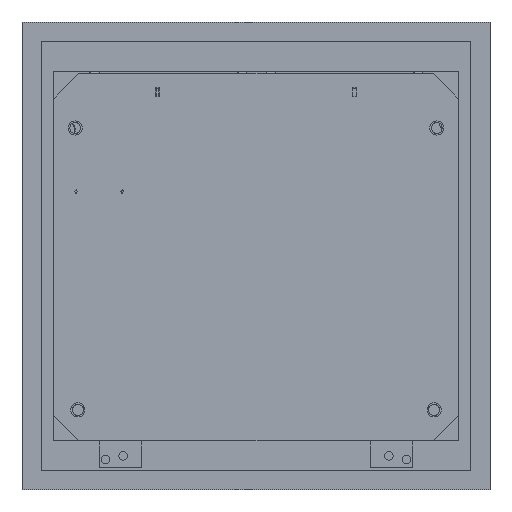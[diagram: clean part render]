
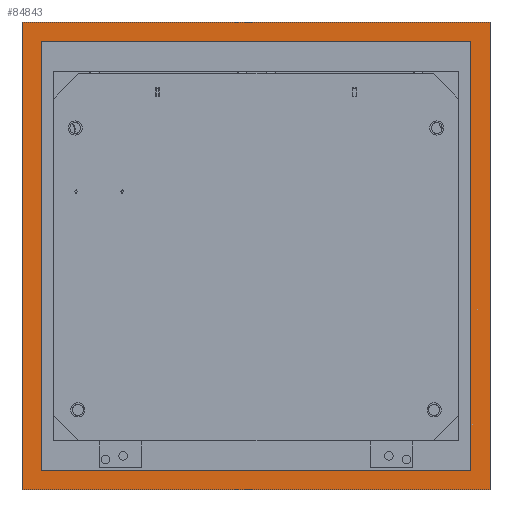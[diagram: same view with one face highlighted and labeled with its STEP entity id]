
A CAD part, front view. The second image highlights one B-rep face of the part: STEP entity #84843.
In plain terms, the highlighted planar face has unit normal (0, -1, 0).
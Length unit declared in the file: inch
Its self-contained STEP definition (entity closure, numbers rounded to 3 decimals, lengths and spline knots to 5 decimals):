
#847 = CARTESIAN_POINT ( 'NONE',  ( -5.19685, -0.11811, 5.19685 ) ) ;
#1353 = LINE ( 'NONE', #91031, #106515 ) ;
#1990 = CARTESIAN_POINT ( 'NONE',  ( 4.76378, -0.11811, 0. ) ) ;
#2634 = CARTESIAN_POINT ( 'NONE',  ( 0., -0.11811, -5.19685 ) ) ;
#3548 = EDGE_CURVE ( 'NONE', #46672, #97146, #1353, .T. ) ;
#4366 = LINE ( 'NONE', #39229, #26601 ) ;
#5536 = VECTOR ( 'NONE', #97964, 39.37008 ) ;
#8434 = VERTEX_POINT ( 'NONE', #93188 ) ;
#8635 = ORIENTED_EDGE ( 'NONE', *, *, #73291, .F. ) ;
#9390 = ORIENTED_EDGE ( 'NONE', *, *, #57107, .F. ) ;
#11121 = FACE_OUTER_BOUND ( 'NONE', #61254, .T. ) ;
#11227 = VECTOR ( 'NONE', #77071, 39.37008 ) ;
#13964 = ORIENTED_EDGE ( 'NONE', *, *, #94568, .T. ) ;
#14878 = LINE ( 'NONE', #2634, #100561 ) ;
#16683 = EDGE_CURVE ( 'NONE', #20574, #72562, #77774, .T. ) ;
#20421 = VERTEX_POINT ( 'NONE', #73429 ) ;
#20574 = VERTEX_POINT ( 'NONE', #83554 ) ;
#21596 = LINE ( 'NONE', #73506, #5536 ) ;
#22407 = CARTESIAN_POINT ( 'NONE',  ( 5.19685, -0.11811, 0. ) ) ;
#24930 = CARTESIAN_POINT ( 'NONE',  ( -5.19685, -0.11811, 5.19685 ) ) ;
#26095 = CARTESIAN_POINT ( 'NONE',  ( -5.19685, -0.11811, -5.19685 ) ) ;
#26601 = VECTOR ( 'NONE', #89014, 39.37008 ) ;
#27882 = DIRECTION ( 'NONE',  ( -1., 0., 0. ) ) ;
#30836 = DIRECTION ( 'NONE',  ( 0., 0., -1. ) ) ;
#37583 = DIRECTION ( 'NONE',  ( 1., 0., 0. ) ) ;
#38804 = CARTESIAN_POINT ( 'NONE',  ( 5.19685, -0.11811, -5.19685 ) ) ;
#39229 = CARTESIAN_POINT ( 'NONE',  ( -4.76378, -0.11811, 0. ) ) ;
#39311 = VERTEX_POINT ( 'NONE', #38804 ) ;
#43575 = EDGE_CURVE ( 'NONE', #91077, #46672, #87690, .T. ) ;
#44127 = EDGE_CURVE ( 'NONE', #8434, #20574, #56211, .T. ) ;
#45776 = AXIS2_PLACEMENT_3D ( 'NONE', #22407, #80689, #30836 ) ;
#46672 = VERTEX_POINT ( 'NONE', #847 ) ;
#47894 = ORIENTED_EDGE ( 'NONE', *, *, #16683, .T. ) ;
#51579 = EDGE_LOOP ( 'NONE', ( #13964, #77927, #47894, #69788 ) ) ;
#54141 = EDGE_CURVE ( 'NONE', #72562, #20421, #81352, .T. ) ;
#56211 = LINE ( 'NONE', #87359, #100226 ) ;
#57107 = EDGE_CURVE ( 'NONE', #97146, #39311, #21596, .T. ) ;
#58725 = CARTESIAN_POINT ( 'NONE',  ( 5.19685, -0.11811, -4.76378 ) ) ;
#61254 = EDGE_LOOP ( 'NONE', ( #8635, #9390, #102195, #81672 ) ) ;
#65619 = VECTOR ( 'NONE', #83121, 39.37008 ) ;
#67168 = DIRECTION ( 'NONE',  ( -1., 0., 0. ) ) ;
#67880 = CARTESIAN_POINT ( 'NONE',  ( 4.76378, -0.11811, -4.76378 ) ) ;
#69788 = ORIENTED_EDGE ( 'NONE', *, *, #54141, .T. ) ;
#72562 = VERTEX_POINT ( 'NONE', #67880 ) ;
#73291 = EDGE_CURVE ( 'NONE', #39311, #91077, #14878, .T. ) ;
#73429 = CARTESIAN_POINT ( 'NONE',  ( -4.76378, -0.11811, -4.76378 ) ) ;
#73506 = CARTESIAN_POINT ( 'NONE',  ( 5.19685, -0.11811, 5.19685 ) ) ;
#73619 = CARTESIAN_POINT ( 'NONE',  ( 5.19685, -0.11811, 5.19685 ) ) ;
#77071 = DIRECTION ( 'NONE',  ( 0., 0., -1. ) ) ;
#77774 = LINE ( 'NONE', #1990, #11227 ) ;
#77927 = ORIENTED_EDGE ( 'NONE', *, *, #44127, .T. ) ;
#80689 = DIRECTION ( 'NONE',  ( 0., -1., 0. ) ) ;
#81352 = LINE ( 'NONE', #58725, #100533 ) ;
#81672 = ORIENTED_EDGE ( 'NONE', *, *, #43575, .F. ) ;
#83121 = DIRECTION ( 'NONE',  ( 0., 0., 1. ) ) ;
#83554 = CARTESIAN_POINT ( 'NONE',  ( 4.76378, -0.11811, 4.76378 ) ) ;
#84843 = ADVANCED_FACE ( 'NONE', ( #11121, #96891 ), #96785, .T. ) ;
#87359 = CARTESIAN_POINT ( 'NONE',  ( 5.19685, -0.11811, 4.76378 ) ) ;
#87690 = LINE ( 'NONE', #24930, #65619 ) ;
#89014 = DIRECTION ( 'NONE',  ( 0., 0., 1. ) ) ;
#91031 = CARTESIAN_POINT ( 'NONE',  ( 0., -0.11811, 5.19685 ) ) ;
#91077 = VERTEX_POINT ( 'NONE', #26095 ) ;
#91107 = DIRECTION ( 'NONE',  ( 1., 0., 0. ) ) ;
#93188 = CARTESIAN_POINT ( 'NONE',  ( -4.76378, -0.11811, 4.76378 ) ) ;
#94568 = EDGE_CURVE ( 'NONE', #20421, #8434, #4366, .T. ) ;
#96785 = PLANE ( 'NONE',  #45776 ) ;
#96891 = FACE_BOUND ( 'NONE', #51579, .T. ) ;
#97146 = VERTEX_POINT ( 'NONE', #73619 ) ;
#97964 = DIRECTION ( 'NONE',  ( 0., 0., -1. ) ) ;
#100226 = VECTOR ( 'NONE', #37583, 39.37008 ) ;
#100533 = VECTOR ( 'NONE', #67168, 39.37008 ) ;
#100561 = VECTOR ( 'NONE', #27882, 39.37008 ) ;
#102195 = ORIENTED_EDGE ( 'NONE', *, *, #3548, .F. ) ;
#106515 = VECTOR ( 'NONE', #91107, 39.37008 ) ;
